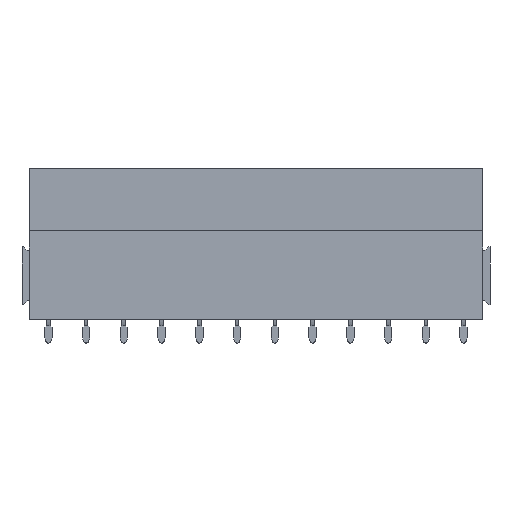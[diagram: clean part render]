
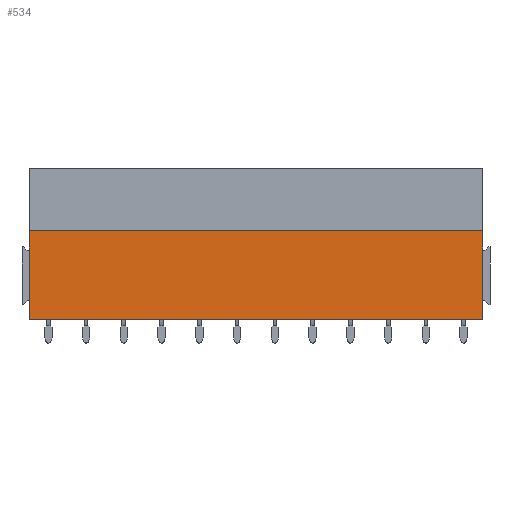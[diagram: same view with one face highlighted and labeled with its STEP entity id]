
A CAD part, front view. The second image highlights one B-rep face of the part: STEP entity #534.
In plain terms, the highlighted planar face has unit normal (0, -1, 0).
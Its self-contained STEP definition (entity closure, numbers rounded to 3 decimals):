
#507=AXIS2_PLACEMENT_3D('Plane Axis2P3D',#504,#505,#506) ;
#455=CARTESIAN_POINT('Vertex',(1.,0.,3.2)) ;
#458=CARTESIAN_POINT('Line Origine',(1.,0.,9.15)) ;
#462=CARTESIAN_POINT('Vertex',(1.,0.,15.1)) ;
#504=CARTESIAN_POINT('Axis2P3D Location',(6.08,0.,0.)) ;
#509=CARTESIAN_POINT('Line Origine',(61.96,0.,9.15)) ;
#513=CARTESIAN_POINT('Vertex',(61.96,0.,3.2)) ;
#515=CARTESIAN_POINT('Vertex',(61.96,0.,15.1)) ;
#518=CARTESIAN_POINT('Line Origine',(31.48,0.,15.1)) ;
#523=CARTESIAN_POINT('Line Origine',(31.48,0.,3.2)) ;
#459=DIRECTION('Vector Direction',(0.,0.,1.)) ;
#505=DIRECTION('Axis2P3D Direction',(0.,1.,-0.)) ;
#506=DIRECTION('Axis2P3D XDirection',(-1.,0.,0.)) ;
#510=DIRECTION('Vector Direction',(0.,0.,1.)) ;
#519=DIRECTION('Vector Direction',(1.,0.,0.)) ;
#524=DIRECTION('Vector Direction',(-1.,0.,0.)) ;
#460=VECTOR('Line Direction',#459,1.) ;
#511=VECTOR('Line Direction',#510,1.) ;
#520=VECTOR('Line Direction',#519,1.) ;
#525=VECTOR('Line Direction',#524,1.) ;
#529=ORIENTED_EDGE('',*,*,#517,.T.) ;
#530=ORIENTED_EDGE('',*,*,#522,.F.) ;
#531=ORIENTED_EDGE('',*,*,#464,.F.) ;
#532=ORIENTED_EDGE('',*,*,#527,.F.) ;
#534=ADVANCED_FACE('BLL5.08/12/180B 3.2SNOR 1682830000',(#533),#508,.F.) ;
#464=EDGE_CURVE('',#456,#463,#461,.T.) ;
#517=EDGE_CURVE('',#514,#516,#512,.T.) ;
#522=EDGE_CURVE('',#463,#516,#521,.T.) ;
#527=EDGE_CURVE('',#514,#456,#526,.T.) ;
#528=EDGE_LOOP('',(#529,#530,#531,#532)) ;
#533=FACE_OUTER_BOUND('',#528,.T.) ;
#461=LINE('Line',#458,#460) ;
#512=LINE('Line',#509,#511) ;
#521=LINE('Line',#518,#520) ;
#526=LINE('Line',#523,#525) ;
#508=PLANE('',#507) ;
#456=VERTEX_POINT('',#455) ;
#463=VERTEX_POINT('',#462) ;
#514=VERTEX_POINT('',#513) ;
#516=VERTEX_POINT('',#515) ;
